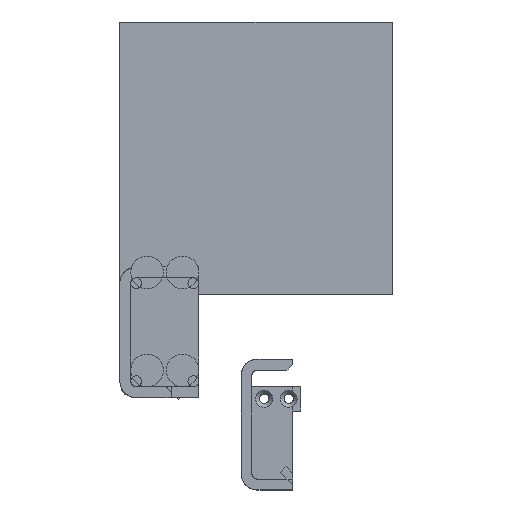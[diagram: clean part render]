
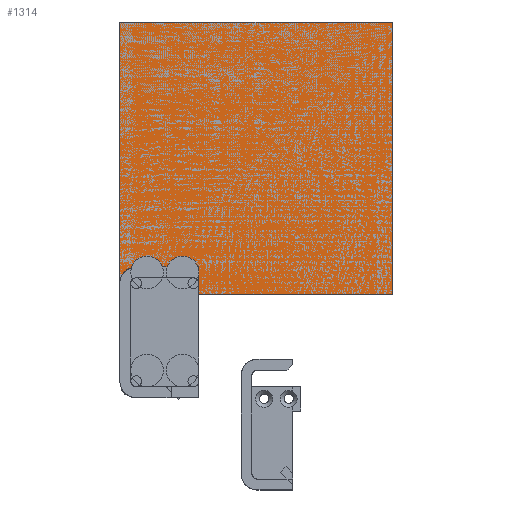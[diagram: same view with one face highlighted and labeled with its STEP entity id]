
A CAD part, top view. The second image highlights one B-rep face of the part: STEP entity #1314.
In plain terms, the highlighted planar face has unit normal (0, 0, 1).
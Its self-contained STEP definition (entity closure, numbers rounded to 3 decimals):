
#1185 = VERTEX_POINT('',#1186);
#1186 = CARTESIAN_POINT('',(0.,0.,6.));
#1201 = VERTEX_POINT('',#1202);
#1202 = CARTESIAN_POINT('',(0.,100.,6.));
#1208 = EDGE_CURVE('',#1185,#1201,#1209,.T.);
#1209 = LINE('',#1210,#1211);
#1210 = CARTESIAN_POINT('',(0.,0.,6.));
#1211 = VECTOR('',#1212,1.);
#1212 = DIRECTION('',(-0.,1.,0.));
#1225 = VERTEX_POINT('',#1226);
#1226 = CARTESIAN_POINT('',(100.,0.,6.));
#1241 = VERTEX_POINT('',#1242);
#1242 = CARTESIAN_POINT('',(100.,100.,6.));
#1248 = EDGE_CURVE('',#1225,#1241,#1249,.T.);
#1249 = LINE('',#1250,#1251);
#1250 = CARTESIAN_POINT('',(100.,0.,6.));
#1251 = VECTOR('',#1252,1.);
#1252 = DIRECTION('',(-0.,1.,0.));
#1269 = EDGE_CURVE('',#1185,#1225,#1270,.T.);
#1270 = LINE('',#1271,#1272);
#1271 = CARTESIAN_POINT('',(0.,0.,6.));
#1272 = VECTOR('',#1273,1.);
#1273 = DIRECTION('',(1.,0.,-0.));
#1291 = EDGE_CURVE('',#1201,#1241,#1292,.T.);
#1292 = LINE('',#1293,#1294);
#1293 = CARTESIAN_POINT('',(0.,100.,6.));
#1294 = VECTOR('',#1295,1.);
#1295 = DIRECTION('',(1.,0.,-0.));
#1314 = ADVANCED_FACE('',(#1315),#1321,.T.);
#1315 = FACE_BOUND('',#1316,.T.);
#1316 = EDGE_LOOP('',(#1317,#1318,#1319,#1320));
#1317 = ORIENTED_EDGE('',*,*,#1208,.F.);
#1318 = ORIENTED_EDGE('',*,*,#1269,.T.);
#1319 = ORIENTED_EDGE('',*,*,#1248,.T.);
#1320 = ORIENTED_EDGE('',*,*,#1291,.F.);
#1321 = PLANE('',#1322);
#1322 = AXIS2_PLACEMENT_3D('',#1323,#1324,#1325);
#1323 = CARTESIAN_POINT('',(0.,0.,6.));
#1324 = DIRECTION('',(0.,0.,1.));
#1325 = DIRECTION('',(1.,0.,-0.));
